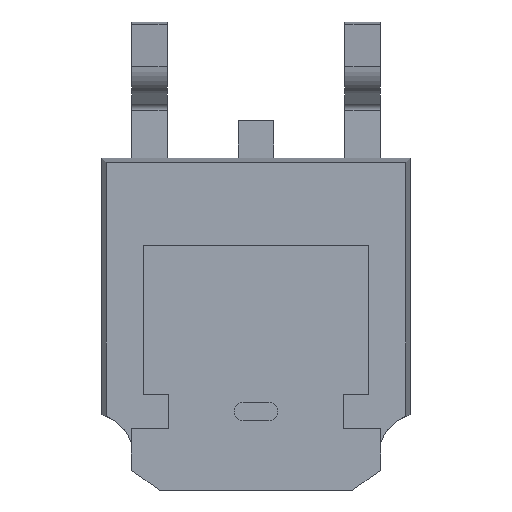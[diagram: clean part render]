
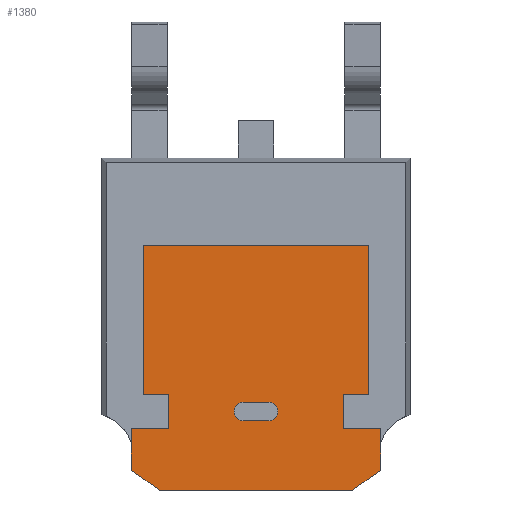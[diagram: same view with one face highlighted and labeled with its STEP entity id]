
A CAD part, front view. The second image highlights one B-rep face of the part: STEP entity #1380.
In plain terms, the highlighted planar face has unit normal (0, -1, 0).
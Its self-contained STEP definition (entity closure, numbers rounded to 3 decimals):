
#20 = VERTEX_POINT ( 'NONE', #1090 ) ;
#44 = ORIENTED_EDGE ( 'NONE', *, *, #2455, .T. ) ;
#58 = EDGE_CURVE ( 'NONE', #2395, #2608, #2190, .T. ) ;
#60 = ORIENTED_EDGE ( 'NONE', *, *, #1133, .T. ) ;
#65 = VERTEX_POINT ( 'NONE', #2464 ) ;
#69 = ORIENTED_EDGE ( 'NONE', *, *, #1962, .F. ) ;
#78 = CARTESIAN_POINT ( 'NONE',  ( -1.87, -1.041, -2.744 ) ) ;
#102 = CARTESIAN_POINT ( 'NONE',  ( 2.67, -1.041, -2.744 ) ) ;
#131 = LINE ( 'NONE', #1051, #1472 ) ;
#136 = LINE ( 'NONE', #1172, #2372 ) ;
#153 = CARTESIAN_POINT ( 'NONE',  ( -2.413, -1.041, 1.185 ) ) ;
#159 = CARTESIAN_POINT ( 'NONE',  ( -0.27, -1.041, -2.38 ) ) ;
#181 = FACE_BOUND ( 'NONE', #1354, .T. ) ;
#206 = VECTOR ( 'NONE', #1482, 1000. ) ;
#210 = CARTESIAN_POINT ( 'NONE',  ( 2.07, -1.041, -4.064 ) ) ;
#226 = CARTESIAN_POINT ( 'NONE',  ( 0., -1.041, 0. ) ) ;
#232 = ORIENTED_EDGE ( 'NONE', *, *, #2766, .T. ) ;
#251 = LINE ( 'NONE', #1777, #1032 ) ;
#272 = LINE ( 'NONE', #153, #1501 ) ;
#275 = DIRECTION ( 'NONE',  ( 0., 0., -1. ) ) ;
#283 = VERTEX_POINT ( 'NONE', #210 ) ;
#321 = VERTEX_POINT ( 'NONE', #1439 ) ;
#328 = EDGE_CURVE ( 'NONE', #378, #2390, #614, .T. ) ;
#347 = DIRECTION ( 'NONE',  ( 1., 0., 0. ) ) ;
#348 = VERTEX_POINT ( 'NONE', #1661 ) ;
#351 = LINE ( 'NONE', #752, #2605 ) ;
#358 = ORIENTED_EDGE ( 'NONE', *, *, #2597, .T. ) ;
#378 = VERTEX_POINT ( 'NONE', #1212 ) ;
#389 = EDGE_CURVE ( 'NONE', #2390, #2790, #1297, .T. ) ;
#399 = CARTESIAN_POINT ( 'NONE',  ( 2.59, -1.041, -3.7 ) ) ;
#403 = DIRECTION ( 'NONE',  ( 0., 0., -1. ) ) ;
#411 = PLANE ( 'NONE',  #670 ) ;
#427 = CARTESIAN_POINT ( 'NONE',  ( 0.27, -1.041, -2.18 ) ) ;
#445 = VERTEX_POINT ( 'NONE', #1268 ) ;
#458 = EDGE_CURVE ( 'NONE', #2332, #1089, #272, .T. ) ;
#469 = EDGE_CURVE ( 'NONE', #348, #283, #131, .T. ) ;
#470 = CARTESIAN_POINT ( 'NONE',  ( -2.413, -1.041, 1.185 ) ) ;
#539 = DIRECTION ( 'NONE',  ( 1., 0., 0. ) ) ;
#575 = ORIENTED_EDGE ( 'NONE', *, *, #2040, .T. ) ;
#614 = LINE ( 'NONE', #102, #2096 ) ;
#627 = CIRCLE ( 'NONE', #2521, 0.2 ) ;
#653 = DIRECTION ( 'NONE',  ( 0., -1., 0. ) ) ;
#658 = AXIS2_PLACEMENT_3D ( 'NONE', #1265, #2367, #1710 ) ;
#670 = AXIS2_PLACEMENT_3D ( 'NONE', #226, #653, #1761 ) ;
#736 = VECTOR ( 'NONE', #2802, 1000. ) ;
#738 = CARTESIAN_POINT ( 'NONE',  ( 2.413, -1.041, 1.185 ) ) ;
#752 = CARTESIAN_POINT ( 'NONE',  ( 1.87, -1.041, -2.015 ) ) ;
#787 = CARTESIAN_POINT ( 'NONE',  ( -2.413, -1.041, -2.015 ) ) ;
#816 = EDGE_CURVE ( 'NONE', #321, #1707, #2137, .T. ) ;
#823 = DIRECTION ( 'NONE',  ( 0., 0., -1. ) ) ;
#828 = CARTESIAN_POINT ( 'NONE',  ( -1.87, -1.041, -2.015 ) ) ;
#892 = VECTOR ( 'NONE', #347, 1000. ) ;
#940 = VERTEX_POINT ( 'NONE', #1667 ) ;
#977 = ORIENTED_EDGE ( 'NONE', *, *, #328, .T. ) ;
#1032 = VECTOR ( 'NONE', #1353, 1000. ) ;
#1041 = DIRECTION ( 'NONE',  ( 0., 0., -1. ) ) ;
#1044 = CARTESIAN_POINT ( 'NONE',  ( -0.27, -1.041, -2.58 ) ) ;
#1051 = CARTESIAN_POINT ( 'NONE',  ( -2.67, -1.041, -4.064 ) ) ;
#1089 = VERTEX_POINT ( 'NONE', #787 ) ;
#1090 = CARTESIAN_POINT ( 'NONE',  ( 1.87, -1.041, -2.015 ) ) ;
#1133 = EDGE_CURVE ( 'NONE', #2790, #20, #351, .T. ) ;
#1140 = DIRECTION ( 'NONE',  ( -1., 0., 0. ) ) ;
#1153 = ORIENTED_EDGE ( 'NONE', *, *, #2250, .T. ) ;
#1172 = CARTESIAN_POINT ( 'NONE',  ( -0.27, -1.041, -2.18 ) ) ;
#1191 = ORIENTED_EDGE ( 'NONE', *, *, #2324, .T. ) ;
#1193 = LINE ( 'NONE', #2679, #2235 ) ;
#1212 = CARTESIAN_POINT ( 'NONE',  ( 2.67, -1.041, -3.644 ) ) ;
#1225 = CARTESIAN_POINT ( 'NONE',  ( -2.413, -1.041, -2.015 ) ) ;
#1243 = LINE ( 'NONE', #828, #2211 ) ;
#1265 = CARTESIAN_POINT ( 'NONE',  ( 0.27, -1.041, -2.38 ) ) ;
#1268 = CARTESIAN_POINT ( 'NONE',  ( -0.27, -1.041, -2.18 ) ) ;
#1297 = LINE ( 'NONE', #1848, #206 ) ;
#1341 = LINE ( 'NONE', #399, #2725 ) ;
#1349 = DIRECTION ( 'NONE',  ( -1., 0., 0. ) ) ;
#1353 = DIRECTION ( 'NONE',  ( 0.819, 0., -0.574 ) ) ;
#1354 = EDGE_LOOP ( 'NONE', ( #69, #2035, #1632, #2604 ) ) ;
#1380 = ADVANCED_FACE ( 'NONE', ( #181, #2540 ), #411, .T. ) ;
#1384 = DIRECTION ( 'NONE',  ( 0., 0., 1. ) ) ;
#1411 = VERTEX_POINT ( 'NONE', #2428 ) ;
#1439 = CARTESIAN_POINT ( 'NONE',  ( 2.413, -1.041, -2.015 ) ) ;
#1472 = VECTOR ( 'NONE', #1734, 1000. ) ;
#1477 = LINE ( 'NONE', #1225, #892 ) ;
#1482 = DIRECTION ( 'NONE',  ( -1., 0., 0. ) ) ;
#1498 = ORIENTED_EDGE ( 'NONE', *, *, #469, .T. ) ;
#1501 = VECTOR ( 'NONE', #823, 1000. ) ;
#1539 = VECTOR ( 'NONE', #1384, 1000. ) ;
#1571 = VERTEX_POINT ( 'NONE', #2481 ) ;
#1579 = EDGE_LOOP ( 'NONE', ( #1906, #1191, #1498, #575, #977, #1729, #60, #44, #2584, #1153, #2571, #358, #232, #1990 ) ) ;
#1632 = ORIENTED_EDGE ( 'NONE', *, *, #1942, .F. ) ;
#1641 = DIRECTION ( 'NONE',  ( 0., 0., 1. ) ) ;
#1661 = CARTESIAN_POINT ( 'NONE',  ( -2.07, -1.041, -4.064 ) ) ;
#1667 = CARTESIAN_POINT ( 'NONE',  ( -0.27, -1.041, -2.58 ) ) ;
#1672 = CARTESIAN_POINT ( 'NONE',  ( -2.67, -1.041, -2.744 ) ) ;
#1695 = CIRCLE ( 'NONE', #658, 0.2 ) ;
#1701 = EDGE_CURVE ( 'NONE', #2608, #1411, #1193, .T. ) ;
#1707 = VERTEX_POINT ( 'NONE', #738 ) ;
#1710 = DIRECTION ( 'NONE',  ( 0., 0., -1. ) ) ;
#1720 = EDGE_CURVE ( 'NONE', #2092, #445, #136, .T. ) ;
#1729 = ORIENTED_EDGE ( 'NONE', *, *, #389, .T. ) ;
#1734 = DIRECTION ( 'NONE',  ( 1., 0., 0. ) ) ;
#1759 = VECTOR ( 'NONE', #1349, 1000. ) ;
#1761 = DIRECTION ( 'NONE',  ( 0., 0., -1. ) ) ;
#1777 = CARTESIAN_POINT ( 'NONE',  ( -2.59, -1.041, -3.7 ) ) ;
#1795 = LINE ( 'NONE', #1044, #736 ) ;
#1796 = CARTESIAN_POINT ( 'NONE',  ( 2.413, -1.041, 1.185 ) ) ;
#1808 = CARTESIAN_POINT ( 'NONE',  ( -1.87, -1.041, -2.744 ) ) ;
#1848 = CARTESIAN_POINT ( 'NONE',  ( 1.87, -1.041, -2.744 ) ) ;
#1906 = ORIENTED_EDGE ( 'NONE', *, *, #1701, .T. ) ;
#1942 = EDGE_CURVE ( 'NONE', #65, #2092, #1695, .T. ) ;
#1962 = EDGE_CURVE ( 'NONE', #445, #940, #627, .T. ) ;
#1965 = VECTOR ( 'NONE', #539, 1000. ) ;
#1990 = ORIENTED_EDGE ( 'NONE', *, *, #58, .T. ) ;
#2035 = ORIENTED_EDGE ( 'NONE', *, *, #1720, .F. ) ;
#2037 = CARTESIAN_POINT ( 'NONE',  ( 2.413, -1.041, 1.185 ) ) ;
#2038 = DIRECTION ( 'NONE',  ( -1., 0., 0. ) ) ;
#2040 = EDGE_CURVE ( 'NONE', #283, #378, #1341, .T. ) ;
#2092 = VERTEX_POINT ( 'NONE', #427 ) ;
#2096 = VECTOR ( 'NONE', #1641, 1000. ) ;
#2137 = LINE ( 'NONE', #2037, #1539 ) ;
#2146 = DIRECTION ( 'NONE',  ( 0., -1., 0. ) ) ;
#2190 = LINE ( 'NONE', #78, #2595 ) ;
#2211 = VECTOR ( 'NONE', #1041, 1000. ) ;
#2235 = VECTOR ( 'NONE', #275, 1000. ) ;
#2250 = EDGE_CURVE ( 'NONE', #1707, #2332, #2349, .T. ) ;
#2254 = CARTESIAN_POINT ( 'NONE',  ( 2.67, -1.041, -2.744 ) ) ;
#2295 = CARTESIAN_POINT ( 'NONE',  ( 2.413, -1.041, -2.015 ) ) ;
#2324 = EDGE_CURVE ( 'NONE', #1411, #348, #251, .T. ) ;
#2332 = VERTEX_POINT ( 'NONE', #470 ) ;
#2349 = LINE ( 'NONE', #1796, #1759 ) ;
#2367 = DIRECTION ( 'NONE',  ( 0., -1., 0. ) ) ;
#2372 = VECTOR ( 'NONE', #2038, 1000. ) ;
#2390 = VERTEX_POINT ( 'NONE', #2254 ) ;
#2395 = VERTEX_POINT ( 'NONE', #1808 ) ;
#2428 = CARTESIAN_POINT ( 'NONE',  ( -2.67, -1.041, -3.644 ) ) ;
#2455 = EDGE_CURVE ( 'NONE', #20, #321, #2793, .T. ) ;
#2464 = CARTESIAN_POINT ( 'NONE',  ( 0.27, -1.041, -2.58 ) ) ;
#2481 = CARTESIAN_POINT ( 'NONE',  ( -1.87, -1.041, -2.015 ) ) ;
#2521 = AXIS2_PLACEMENT_3D ( 'NONE', #159, #2146, #403 ) ;
#2540 = FACE_OUTER_BOUND ( 'NONE', #1579, .T. ) ;
#2571 = ORIENTED_EDGE ( 'NONE', *, *, #458, .T. ) ;
#2584 = ORIENTED_EDGE ( 'NONE', *, *, #816, .T. ) ;
#2595 = VECTOR ( 'NONE', #1140, 1000. ) ;
#2597 = EDGE_CURVE ( 'NONE', #1089, #1571, #1477, .T. ) ;
#2604 = ORIENTED_EDGE ( 'NONE', *, *, #2692, .F. ) ;
#2605 = VECTOR ( 'NONE', #2708, 1000. ) ;
#2608 = VERTEX_POINT ( 'NONE', #1672 ) ;
#2627 = CARTESIAN_POINT ( 'NONE',  ( 1.87, -1.041, -2.744 ) ) ;
#2679 = CARTESIAN_POINT ( 'NONE',  ( -2.67, -1.041, -2.744 ) ) ;
#2692 = EDGE_CURVE ( 'NONE', #940, #65, #1795, .T. ) ;
#2708 = DIRECTION ( 'NONE',  ( 0., 0., 1. ) ) ;
#2725 = VECTOR ( 'NONE', #2816, 1000. ) ;
#2766 = EDGE_CURVE ( 'NONE', #1571, #2395, #1243, .T. ) ;
#2790 = VERTEX_POINT ( 'NONE', #2627 ) ;
#2793 = LINE ( 'NONE', #2295, #1965 ) ;
#2802 = DIRECTION ( 'NONE',  ( 1., 0., 0. ) ) ;
#2816 = DIRECTION ( 'NONE',  ( 0.819, 0., 0.574 ) ) ;
